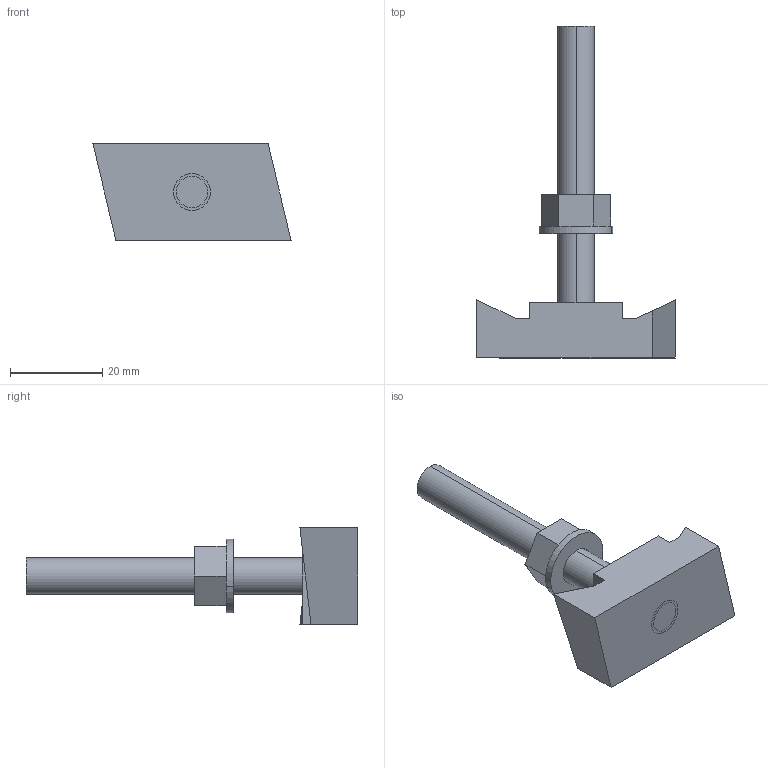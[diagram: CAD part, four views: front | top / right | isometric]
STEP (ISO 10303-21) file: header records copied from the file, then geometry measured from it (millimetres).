
FILE_DESCRIPTION (( 'STEP AP214' ), '1' );
FILE_NAME ('1148214.STP', '2020-11-24T11:55:50', ( '' ), ( '' ), 'SwSTEP 2.0', 'SolidWorks 2020', '' );
FILE_SCHEMA (( 'AUTOMOTIVE_DESIGN' ));
Length unit declared in the file: millimetre
Products named in the file (4): 018944_Hexagon Nut ISO - 4032 - M8 - D - N; 018945_Washer ISO 7089 - 8; 106360_M8x60; 1148214
Assembly tree (3 placements, depth 2):
  1148214
    106360_M8x60
    018944_Hexagon Nut ISO - 4032 - M8 - D - N
    018945_Washer ISO 7089 - 8
Bounding box: 43 x 72 x 21 mm (x, y, z)
Volume: 12802.6 mm3; surface area: 6268.3 mm2
Topology: 4 solids, 4 shells, 34 faces, 78 edges, 52 vertices
Faces by surface type: plane 24, cylinder 10
Entity records: 1181 total; most frequent: DIRECTION 178, CARTESIAN_POINT 170, ORIENTED_EDGE 156, EDGE_CURVE 78, AXIS2_PLACEMENT_3D 60, VECTOR 58, LINE 58, VERTEX_POINT 52
